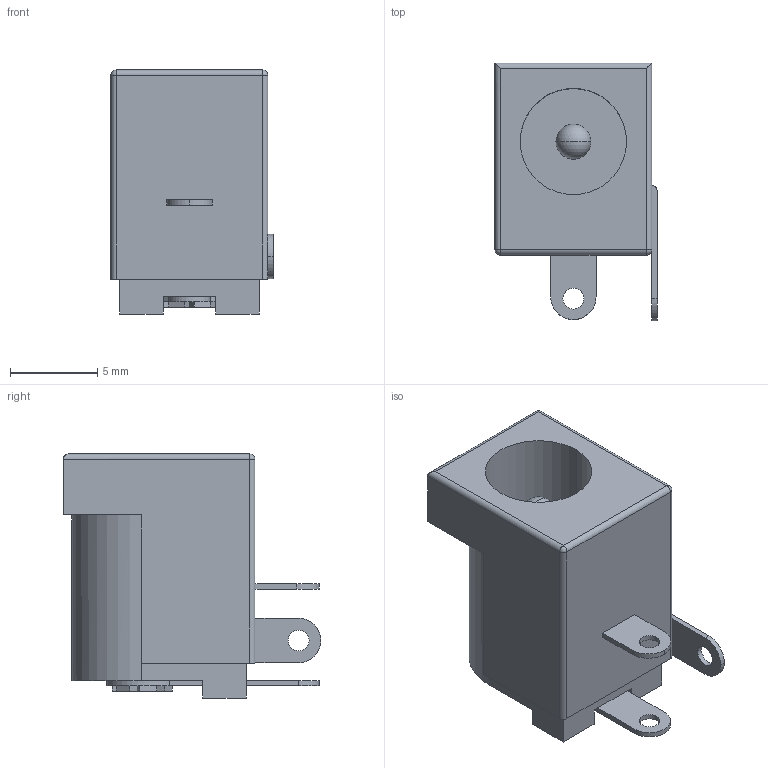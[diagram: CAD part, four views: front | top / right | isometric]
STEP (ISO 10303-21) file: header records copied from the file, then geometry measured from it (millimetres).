
FILE_DESCRIPTION (( 'STEP AP214' ), '1' );
FILE_NAME ('User Library-DJK-02A.STEP', '2013-03-13T10:19:21', ( 'Windows User' ), ( '' ), 'SwSTEP 2.0', 'SolidWorks 2013', '' );
FILE_SCHEMA (( 'AUTOMOTIVE_DESIGN' ));
Length unit declared in the file: millimetre
Products named in the file (1): User Library-DJK-02A
Bounding box: 9.3 x 14.78 x 14 mm (x, y, z)
Volume: 886.4 mm3; surface area: 1011.6 mm2
Topology: 1 solids, 1 shells, 102 faces, 271 edges, 172 vertices
Faces by surface type: plane 66, cylinder 28, sphere 4, cone 2, torus 2
Entity records: 3565 total; most frequent: CARTESIAN_POINT 544, ORIENTED_EDGE 530, DIRECTION 530, EDGE_CURVE 265, LINE 202, VECTOR 202, VERTEX_POINT 170, AXIS2_PLACEMENT_3D 164
